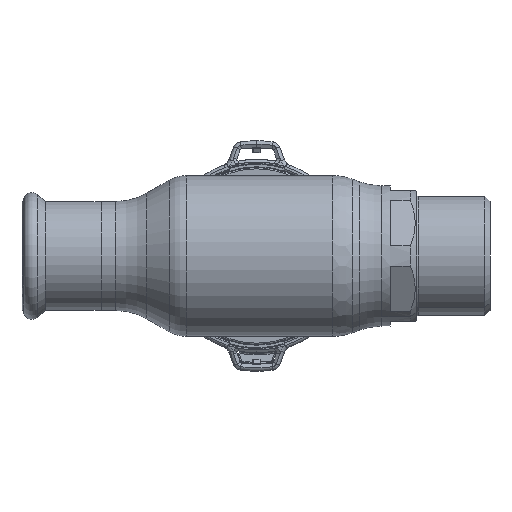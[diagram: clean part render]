
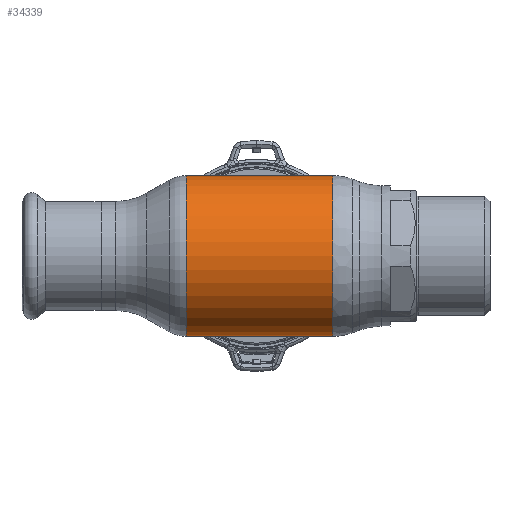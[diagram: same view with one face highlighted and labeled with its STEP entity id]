
A CAD part, front view. The second image highlights one B-rep face of the part: STEP entity #34339.
In plain terms, the highlighted cylindrical face has radius 28.25 mm (diameter 56.5 mm), a partial arc.
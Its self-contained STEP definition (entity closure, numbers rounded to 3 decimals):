
#995 = CARTESIAN_POINT ( 'NONE',  ( -62.69, 0., 28.25 ) ) ;
#3442 = CARTESIAN_POINT ( 'NONE',  ( -24.785, 0., 28.25 ) ) ;
#3888 = CARTESIAN_POINT ( 'NONE',  ( -24.785, 0., 0. ) ) ;
#3976 = CARTESIAN_POINT ( 'NONE',  ( 26.673, 0., -28.25 ) ) ;
#4499 = LINE ( 'NONE', #995, #14387 ) ;
#5124 = AXIS2_PLACEMENT_3D ( 'NONE', #6698, #7464, #9859 ) ;
#6141 = LINE ( 'NONE', #35725, #38798 ) ;
#6698 = CARTESIAN_POINT ( 'NONE',  ( -62.69, 0., 0. ) ) ;
#7052 = DIRECTION ( 'NONE',  ( 0., 0., 1. ) ) ;
#7464 = DIRECTION ( 'NONE',  ( -1., 0., 0. ) ) ;
#8638 = AXIS2_PLACEMENT_3D ( 'NONE', #22834, #20478, #23409 ) ;
#9859 = DIRECTION ( 'NONE',  ( 0., 0., 1. ) ) ;
#10251 = FACE_OUTER_BOUND ( 'NONE', #22979, .T. ) ;
#12489 = EDGE_CURVE ( 'NONE', #30151, #14254, #29934, .T. ) ;
#12539 = ORIENTED_EDGE ( 'NONE', *, *, #15526, .F. ) ;
#13228 = DIRECTION ( 'NONE',  ( -1., 0., 0. ) ) ;
#14254 = VERTEX_POINT ( 'NONE', #3442 ) ;
#14387 = VECTOR ( 'NONE', #13228, 1000. ) ;
#15526 = EDGE_CURVE ( 'NONE', #38099, #30151, #6141, .T. ) ;
#15916 = DIRECTION ( 'NONE',  ( -1., 0., 0. ) ) ;
#20478 = DIRECTION ( 'NONE',  ( -1., 0., 0. ) ) ;
#20533 = ORIENTED_EDGE ( 'NONE', *, *, #31538, .T. ) ;
#21054 = DIRECTION ( 'NONE',  ( -1., 0., 0. ) ) ;
#21795 = AXIS2_PLACEMENT_3D ( 'NONE', #3888, #15916, #7052 ) ;
#22834 = CARTESIAN_POINT ( 'NONE',  ( 26.673, 0., 0. ) ) ;
#22979 = EDGE_LOOP ( 'NONE', ( #12539, #20533, #34599, #30021 ) ) ;
#23409 = DIRECTION ( 'NONE',  ( 0., 0., 1. ) ) ;
#24172 = EDGE_CURVE ( 'NONE', #27751, #14254, #4499, .T. ) ;
#25566 = CIRCLE ( 'NONE', #8638, 28.25 ) ;
#27751 = VERTEX_POINT ( 'NONE', #31362 ) ;
#29926 = CARTESIAN_POINT ( 'NONE',  ( -24.785, 0., -28.25 ) ) ;
#29934 = CIRCLE ( 'NONE', #21795, 28.25 ) ;
#30021 = ORIENTED_EDGE ( 'NONE', *, *, #12489, .F. ) ;
#30151 = VERTEX_POINT ( 'NONE', #29926 ) ;
#31362 = CARTESIAN_POINT ( 'NONE',  ( 26.673, 0., 28.25 ) ) ;
#31538 = EDGE_CURVE ( 'NONE', #38099, #27751, #25566, .T. ) ;
#34339 = ADVANCED_FACE ( 'NONE', ( #10251 ), #34350, .T. ) ;
#34350 = CYLINDRICAL_SURFACE ( 'NONE', #5124, 28.25 ) ;
#34599 = ORIENTED_EDGE ( 'NONE', *, *, #24172, .T. ) ;
#35725 = CARTESIAN_POINT ( 'NONE',  ( -62.69, 0., -28.25 ) ) ;
#38099 = VERTEX_POINT ( 'NONE', #3976 ) ;
#38798 = VECTOR ( 'NONE', #21054, 1000. ) ;
